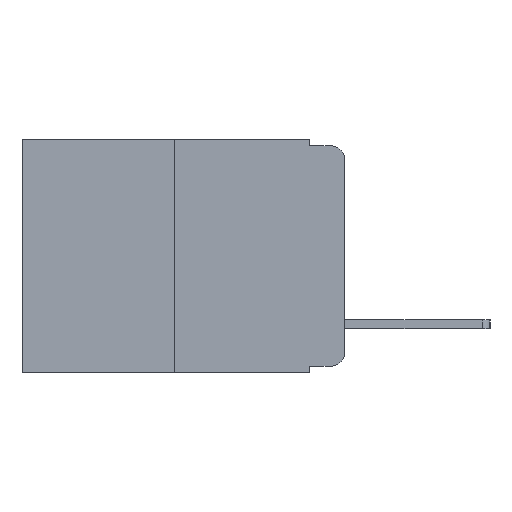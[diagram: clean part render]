
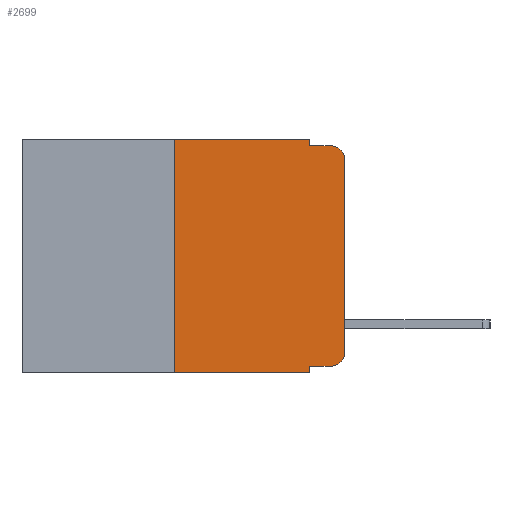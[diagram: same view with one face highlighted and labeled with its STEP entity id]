
A CAD part, left-side view. The second image highlights one B-rep face of the part: STEP entity #2699.
In plain terms, the highlighted planar face has unit normal (-1, 0, 0).
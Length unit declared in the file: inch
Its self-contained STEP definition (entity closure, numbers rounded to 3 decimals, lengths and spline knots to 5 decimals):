
#90 = DIRECTION ( 'NONE',  ( 0., -1., 0. ) ) ;
#1420 = DIRECTION ( 'NONE',  ( 0., -1., 0. ) ) ;
#1470 = EDGE_CURVE ( 'NONE', #5227, #10134, #10073, .T. ) ;
#1835 = EDGE_CURVE ( 'NONE', #6186, #5104, #11411, .T. ) ;
#1857 = CARTESIAN_POINT ( 'NONE',  ( 0., 0.051, 0. ) ) ;
#1991 = DIRECTION ( 'NONE',  ( 0., 0., 1. ) ) ;
#2049 = ORIENTED_EDGE ( 'NONE', *, *, #13693, .T. ) ;
#2050 = EDGE_CURVE ( 'NONE', #6186, #7257, #8684, .T. ) ;
#2120 = CARTESIAN_POINT ( 'NONE',  ( 0., 0.051, 0. ) ) ;
#2133 = AXIS2_PLACEMENT_3D ( 'NONE', #9132, #9216, #9200 ) ;
#2252 = DIRECTION ( 'NONE',  ( -1., 0., 0. ) ) ;
#2591 = CARTESIAN_POINT ( 'NONE',  ( 0., 0.051, -0.343 ) ) ;
#2699 = ADVANCED_FACE ( 'NONE', ( #11723 ), #9043, .F. ) ;
#2708 = ORIENTED_EDGE ( 'NONE', *, *, #13367, .F. ) ;
#3001 = CARTESIAN_POINT ( 'NONE',  ( 0., 0.02, -0.333 ) ) ;
#3497 = VERTEX_POINT ( 'NONE', #1857 ) ;
#3670 = DIRECTION ( 'NONE',  ( 0., 0., -1. ) ) ;
#3907 = CIRCLE ( 'NONE', #12474, 0.02 ) ;
#4087 = CARTESIAN_POINT ( 'NONE',  ( 0., 0.02, -0.313 ) ) ;
#4155 = VECTOR ( 'NONE', #1420, 39.37008 ) ;
#4909 = EDGE_LOOP ( 'NONE', ( #11184, #2049, #12182, #7116, #11721, #5203, #5665, #2708, #9907, #5373 ) ) ;
#5104 = VERTEX_POINT ( 'NONE', #2591 ) ;
#5203 = ORIENTED_EDGE ( 'NONE', *, *, #2050, .F. ) ;
#5227 = VERTEX_POINT ( 'NONE', #9608 ) ;
#5253 = VECTOR ( 'NONE', #13217, 39.37008 ) ;
#5267 = EDGE_CURVE ( 'NONE', #3497, #7690, #13962, .T. ) ;
#5359 = EDGE_CURVE ( 'NONE', #7690, #9503, #12652, .T. ) ;
#5373 = ORIENTED_EDGE ( 'NONE', *, *, #6748, .T. ) ;
#5665 = ORIENTED_EDGE ( 'NONE', *, *, #1835, .T. ) ;
#5855 = CARTESIAN_POINT ( 'NONE',  ( 0., 0., -0.313 ) ) ;
#5980 = CARTESIAN_POINT ( 'NONE',  ( 0., 0.051, 0. ) ) ;
#6167 = LINE ( 'NONE', #5980, #11338 ) ;
#6186 = VERTEX_POINT ( 'NONE', #12415 ) ;
#6374 = CARTESIAN_POINT ( 'NONE',  ( 0., 0., 0. ) ) ;
#6748 = EDGE_CURVE ( 'NONE', #10134, #11490, #12259, .T. ) ;
#6764 = CARTESIAN_POINT ( 'NONE',  ( 0., 0.25, 0. ) ) ;
#6833 = VECTOR ( 'NONE', #12102, 39.37008 ) ;
#7116 = ORIENTED_EDGE ( 'NONE', *, *, #5267, .F. ) ;
#7118 = LINE ( 'NONE', #6374, #9700 ) ;
#7257 = VERTEX_POINT ( 'NONE', #6764 ) ;
#7664 = DIRECTION ( 'NONE',  ( 0., -1., 0. ) ) ;
#7690 = VERTEX_POINT ( 'NONE', #11747 ) ;
#8017 = CARTESIAN_POINT ( 'NONE',  ( 0., 0.051, -0.01 ) ) ;
#8126 = CARTESIAN_POINT ( 'NONE',  ( 0., 0., -0.03 ) ) ;
#8194 = VECTOR ( 'NONE', #7664, 39.37008 ) ;
#8241 = AXIS2_PLACEMENT_3D ( 'NONE', #4087, #13718, #3670 ) ;
#8359 = CARTESIAN_POINT ( 'NONE',  ( 0., 0.473, -0.343 ) ) ;
#8362 = VECTOR ( 'NONE', #13201, 39.37008 ) ;
#8388 = CARTESIAN_POINT ( 'NONE',  ( 0., 0.02, -0.01 ) ) ;
#8684 = LINE ( 'NONE', #13276, #8362 ) ;
#8898 = CARTESIAN_POINT ( 'NONE',  ( 0., 0.02, -0.03 ) ) ;
#9043 = PLANE ( 'NONE',  #2133 ) ;
#9132 = CARTESIAN_POINT ( 'NONE',  ( 0., 0.473, 0. ) ) ;
#9200 = DIRECTION ( 'NONE',  ( 0., 0., -1. ) ) ;
#9216 = DIRECTION ( 'NONE',  ( 1., 0., 0. ) ) ;
#9503 = VERTEX_POINT ( 'NONE', #8388 ) ;
#9608 = CARTESIAN_POINT ( 'NONE',  ( 0., 0.051, -0.333 ) ) ;
#9700 = VECTOR ( 'NONE', #1991, 39.37008 ) ;
#9750 = EDGE_CURVE ( 'NONE', #7257, #3497, #10699, .T. ) ;
#9907 = ORIENTED_EDGE ( 'NONE', *, *, #1470, .T. ) ;
#10008 = DIRECTION ( 'NONE',  ( 0., 0., -1. ) ) ;
#10073 = LINE ( 'NONE', #10759, #4155 ) ;
#10134 = VERTEX_POINT ( 'NONE', #3001 ) ;
#10699 = LINE ( 'NONE', #13205, #12860 ) ;
#10759 = CARTESIAN_POINT ( 'NONE',  ( 0., 0.051, -0.333 ) ) ;
#11184 = ORIENTED_EDGE ( 'NONE', *, *, #11807, .T. ) ;
#11338 = VECTOR ( 'NONE', #11525, 39.37008 ) ;
#11411 = LINE ( 'NONE', #8359, #8194 ) ;
#11490 = VERTEX_POINT ( 'NONE', #5855 ) ;
#11510 = VERTEX_POINT ( 'NONE', #8126 ) ;
#11525 = DIRECTION ( 'NONE',  ( 0., 0., -1. ) ) ;
#11721 = ORIENTED_EDGE ( 'NONE', *, *, #9750, .F. ) ;
#11723 = FACE_OUTER_BOUND ( 'NONE', #4909, .T. ) ;
#11747 = CARTESIAN_POINT ( 'NONE',  ( 0., 0.051, -0.01 ) ) ;
#11807 = EDGE_CURVE ( 'NONE', #11490, #11510, #7118, .T. ) ;
#12102 = DIRECTION ( 'NONE',  ( 0., -1., 0. ) ) ;
#12182 = ORIENTED_EDGE ( 'NONE', *, *, #5359, .F. ) ;
#12259 = CIRCLE ( 'NONE', #8241, 0.02 ) ;
#12415 = CARTESIAN_POINT ( 'NONE',  ( 0., 0.25, -0.343 ) ) ;
#12474 = AXIS2_PLACEMENT_3D ( 'NONE', #8898, #2252, #10008 ) ;
#12652 = LINE ( 'NONE', #8017, #6833 ) ;
#12860 = VECTOR ( 'NONE', #90, 39.37008 ) ;
#13201 = DIRECTION ( 'NONE',  ( 0., 0., 1. ) ) ;
#13205 = CARTESIAN_POINT ( 'NONE',  ( 0., 0.473, 0. ) ) ;
#13217 = DIRECTION ( 'NONE',  ( 0., 0., -1. ) ) ;
#13276 = CARTESIAN_POINT ( 'NONE',  ( 0., 0.25, 0. ) ) ;
#13367 = EDGE_CURVE ( 'NONE', #5227, #5104, #6167, .T. ) ;
#13693 = EDGE_CURVE ( 'NONE', #11510, #9503, #3907, .T. ) ;
#13718 = DIRECTION ( 'NONE',  ( -1., 0., 0. ) ) ;
#13962 = LINE ( 'NONE', #2120, #5253 ) ;
